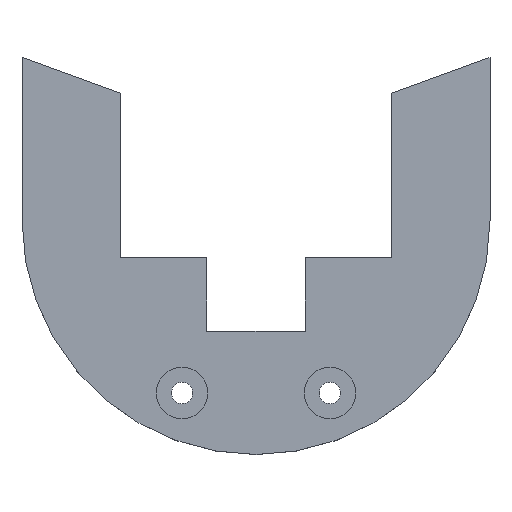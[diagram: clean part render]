
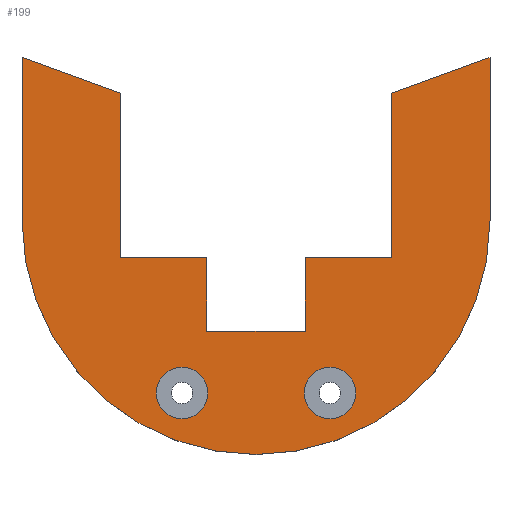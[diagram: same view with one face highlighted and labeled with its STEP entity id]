
A CAD part, top view. The second image highlights one B-rep face of the part: STEP entity #199.
In plain terms, the highlighted planar face has unit normal (0, 0, 1).
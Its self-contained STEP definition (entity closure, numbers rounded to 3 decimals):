
#32 = VERTEX_POINT('',#33);
#33 = CARTESIAN_POINT('',(0.,28.5,5.));
#39 = EDGE_CURVE('',#32,#40,#42,.T.);
#40 = VERTEX_POINT('',#41);
#41 = CARTESIAN_POINT('',(0.,48.368,5.));
#42 = LINE('',#43,#44);
#43 = CARTESIAN_POINT('',(0.,28.5,5.));
#44 = VECTOR('',#45,1.);
#45 = DIRECTION('',(0.,1.,0.));
#179 = EDGE_CURVE('',#40,#180,#182,.T.);
#180 = VERTEX_POINT('',#181);
#181 = CARTESIAN_POINT('',(12.,44.,5.));
#182 = LINE('',#183,#184);
#183 = CARTESIAN_POINT('',(-23.717,57.,5.));
#184 = VECTOR('',#185,1.);
#185 = DIRECTION('',(0.94,-0.342,0.));
#199 = ADVANCED_FACE('',(#200,#283,#294),#305,.T.);
#200 = FACE_BOUND('',#201,.T.);
#201 = EDGE_LOOP('',(#202,#203,#212,#220,#228,#236,#244,#252,#260,#268,
    #276,#282));
#202 = ORIENTED_EDGE('',*,*,#39,.F.);
#203 = ORIENTED_EDGE('',*,*,#204,.T.);
#204 = EDGE_CURVE('',#32,#205,#207,.T.);
#205 = VERTEX_POINT('',#206);
#206 = CARTESIAN_POINT('',(57.,28.5,5.));
#207 = CIRCLE('',#208,28.5);
#208 = AXIS2_PLACEMENT_3D('',#209,#210,#211);
#209 = CARTESIAN_POINT('',(28.5,28.5,5.));
#210 = DIRECTION('',(0.,0.,1.));
#211 = DIRECTION('',(1.,0.,0.));
#212 = ORIENTED_EDGE('',*,*,#213,.F.);
#213 = EDGE_CURVE('',#214,#205,#216,.T.);
#214 = VERTEX_POINT('',#215);
#215 = CARTESIAN_POINT('',(57.,48.368,5.));
#216 = LINE('',#217,#218);
#217 = CARTESIAN_POINT('',(57.,57.,5.));
#218 = VECTOR('',#219,1.);
#219 = DIRECTION('',(0.,-1.,0.));
#220 = ORIENTED_EDGE('',*,*,#221,.T.);
#221 = EDGE_CURVE('',#214,#222,#224,.T.);
#222 = VERTEX_POINT('',#223);
#223 = CARTESIAN_POINT('',(45.,44.,5.));
#224 = LINE('',#225,#226);
#225 = CARTESIAN_POINT('',(80.717,57.,5.));
#226 = VECTOR('',#227,1.);
#227 = DIRECTION('',(-0.94,-0.342,0.));
#228 = ORIENTED_EDGE('',*,*,#229,.F.);
#229 = EDGE_CURVE('',#230,#222,#232,.T.);
#230 = VERTEX_POINT('',#231);
#231 = CARTESIAN_POINT('',(45.,24.,5.));
#232 = LINE('',#233,#234);
#233 = CARTESIAN_POINT('',(45.,24.,5.));
#234 = VECTOR('',#235,1.);
#235 = DIRECTION('',(0.,1.,0.));
#236 = ORIENTED_EDGE('',*,*,#237,.F.);
#237 = EDGE_CURVE('',#238,#230,#240,.T.);
#238 = VERTEX_POINT('',#239);
#239 = CARTESIAN_POINT('',(34.5,24.,5.));
#240 = LINE('',#241,#242);
#241 = CARTESIAN_POINT('',(34.5,24.,5.));
#242 = VECTOR('',#243,1.);
#243 = DIRECTION('',(1.,0.,0.));
#244 = ORIENTED_EDGE('',*,*,#245,.F.);
#245 = EDGE_CURVE('',#246,#238,#248,.T.);
#246 = VERTEX_POINT('',#247);
#247 = CARTESIAN_POINT('',(34.5,15.,5.));
#248 = LINE('',#249,#250);
#249 = CARTESIAN_POINT('',(34.5,15.,5.));
#250 = VECTOR('',#251,1.);
#251 = DIRECTION('',(0.,1.,0.));
#252 = ORIENTED_EDGE('',*,*,#253,.F.);
#253 = EDGE_CURVE('',#254,#246,#256,.T.);
#254 = VERTEX_POINT('',#255);
#255 = CARTESIAN_POINT('',(22.5,15.,5.));
#256 = LINE('',#257,#258);
#257 = CARTESIAN_POINT('',(22.5,15.,5.));
#258 = VECTOR('',#259,1.);
#259 = DIRECTION('',(1.,0.,0.));
#260 = ORIENTED_EDGE('',*,*,#261,.T.);
#261 = EDGE_CURVE('',#254,#262,#264,.T.);
#262 = VERTEX_POINT('',#263);
#263 = CARTESIAN_POINT('',(22.5,24.,5.));
#264 = LINE('',#265,#266);
#265 = CARTESIAN_POINT('',(22.5,15.,5.));
#266 = VECTOR('',#267,1.);
#267 = DIRECTION('',(0.,1.,0.));
#268 = ORIENTED_EDGE('',*,*,#269,.F.);
#269 = EDGE_CURVE('',#270,#262,#272,.T.);
#270 = VERTEX_POINT('',#271);
#271 = CARTESIAN_POINT('',(12.,24.,5.));
#272 = LINE('',#273,#274);
#273 = CARTESIAN_POINT('',(12.,24.,5.));
#274 = VECTOR('',#275,1.);
#275 = DIRECTION('',(1.,0.,0.));
#276 = ORIENTED_EDGE('',*,*,#277,.F.);
#277 = EDGE_CURVE('',#180,#270,#278,.T.);
#278 = LINE('',#279,#280);
#279 = CARTESIAN_POINT('',(12.,44.,5.));
#280 = VECTOR('',#281,1.);
#281 = DIRECTION('',(0.,-1.,0.));
#282 = ORIENTED_EDGE('',*,*,#179,.F.);
#283 = FACE_BOUND('',#284,.T.);
#284 = EDGE_LOOP('',(#285));
#285 = ORIENTED_EDGE('',*,*,#286,.F.);
#286 = EDGE_CURVE('',#287,#287,#289,.T.);
#287 = VERTEX_POINT('',#288);
#288 = CARTESIAN_POINT('',(22.65,7.5,5.));
#289 = CIRCLE('',#290,3.15);
#290 = AXIS2_PLACEMENT_3D('',#291,#292,#293);
#291 = CARTESIAN_POINT('',(19.5,7.5,5.));
#292 = DIRECTION('',(0.,0.,1.));
#293 = DIRECTION('',(1.,0.,0.));
#294 = FACE_BOUND('',#295,.T.);
#295 = EDGE_LOOP('',(#296));
#296 = ORIENTED_EDGE('',*,*,#297,.F.);
#297 = EDGE_CURVE('',#298,#298,#300,.T.);
#298 = VERTEX_POINT('',#299);
#299 = CARTESIAN_POINT('',(40.65,7.5,5.));
#300 = CIRCLE('',#301,3.15);
#301 = AXIS2_PLACEMENT_3D('',#302,#303,#304);
#302 = CARTESIAN_POINT('',(37.5,7.5,5.));
#303 = DIRECTION('',(0.,0.,1.));
#304 = DIRECTION('',(1.,0.,0.));
#305 = PLANE('',#306);
#306 = AXIS2_PLACEMENT_3D('',#307,#308,#309);
#307 = CARTESIAN_POINT('',(28.5,33.662,5.));
#308 = DIRECTION('',(0.,0.,1.));
#309 = DIRECTION('',(1.,0.,0.));
